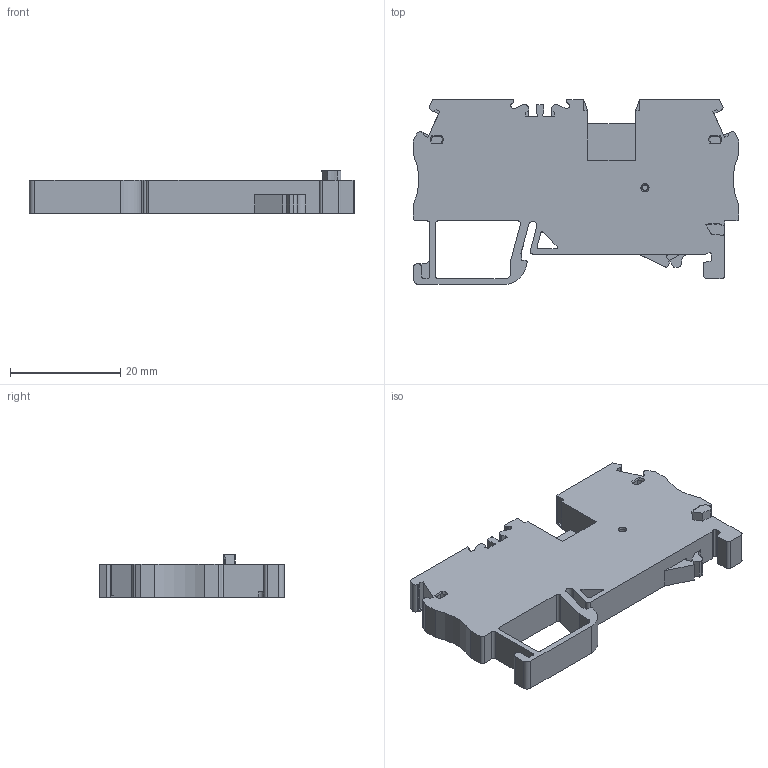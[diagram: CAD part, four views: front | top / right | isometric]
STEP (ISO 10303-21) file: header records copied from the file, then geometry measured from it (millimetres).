
FILE_DESCRIPTION(/* description */ ('Unknown'),/* implementation_level */ '2;1');
FILE_NAME(/* name */ 'DST4-3D_SOLID',/* time_stamp */ '2024-11-06T13:50:12+05:00',/* author */ ('Unknown'),/* organization */ ('Unknown'),/* preprocessor_version */ 'ST-DEVELOPER v16.7',/* originating_system */ 'Solid Edge',/* authorisation */ 'Unknown');
FILE_SCHEMA (('AUTOMOTIVE_DESIGN {1 0 10303 214 3 1 1}'));
Length unit declared in the file: millimetre
Products named in the file (1): DST4-STEP
Bounding box: 59 x 33.5 x 7.75 mm (x, y, z)
Volume: 7965.5 mm3; surface area: 5411.1 mm2
Topology: 1 solids, 2 shells, 274 faces, 767 edges, 505 vertices
Faces by surface type: plane 197, cylinder 65, cone 7, torus 5
Full cylindrical faces by diameter (mm): 1.5 x1, 5 x2
Entity records: 8772 total; most frequent: CARTESIAN_POINT 1615, ORIENTED_EDGE 1516, DIRECTION 1449, EDGE_CURVE 758, LINE 569, VECTOR 569, VERTEX_POINT 501, AXIS2_PLACEMENT_3D 440
